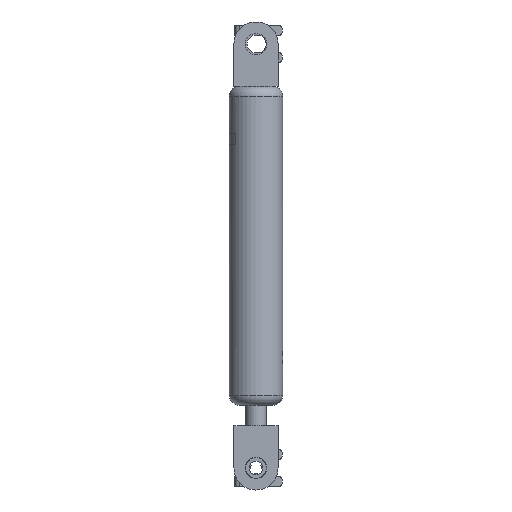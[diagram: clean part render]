
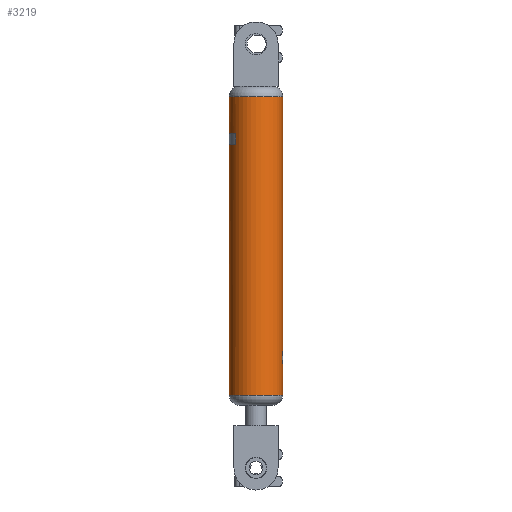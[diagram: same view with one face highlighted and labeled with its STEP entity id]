
A CAD part, left-side view. The second image highlights one B-rep face of the part: STEP entity #3219.
In plain terms, the highlighted cylindrical face has radius 7.9 mm (diameter 15.8 mm), a partial arc.
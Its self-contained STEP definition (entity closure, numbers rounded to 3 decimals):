
#53 = DIRECTION ( 'NONE',  ( 0., 0., 1. ) ) ;
#100 = CARTESIAN_POINT ( 'NONE',  ( -0.033, -34., 7.9 ) ) ;
#115 = CARTESIAN_POINT ( 'NONE',  ( 0., 27., -7.9 ) ) ;
#121 = VECTOR ( 'NONE', #3636, 1000. ) ;
#155 = CARTESIAN_POINT ( 'NONE',  ( -0.326, -34.026, 7.894 ) ) ;
#168 = ORIENTED_EDGE ( 'NONE', *, *, #2556, .F. ) ;
#181 = ORIENTED_EDGE ( 'NONE', *, *, #1565, .F. ) ;
#208 = CARTESIAN_POINT ( 'NONE',  ( -0.519, -34.065, 7.884 ) ) ;
#221 = CIRCLE ( 'NONE', #2958, 7.9 ) ;
#284 = CARTESIAN_POINT ( 'NONE',  ( -1.966, -36.261, 7.652 ) ) ;
#309 = CARTESIAN_POINT ( 'NONE',  ( 0., -47., -7.9 ) ) ;
#313 = EDGE_CURVE ( 'NONE', #3287, #3790, #3249, .T. ) ;
#326 = CARTESIAN_POINT ( 'NONE',  ( 0., 41., -7.9 ) ) ;
#404 = DIRECTION ( 'NONE',  ( 0., 1., 0. ) ) ;
#497 = DIRECTION ( 'NONE',  ( 0., 1., 0. ) ) ;
#509 = CARTESIAN_POINT ( 'NONE',  ( -1.732, -34.99, 7.708 ) ) ;
#537 = CARTESIAN_POINT ( 'NONE',  ( -1.929, -35.48, 7.661 ) ) ;
#603 = EDGE_CURVE ( 'NONE', #3287, #608, #1967, .T. ) ;
#606 = CARTESIAN_POINT ( 'NONE',  ( -0.015, -34., 7.9 ) ) ;
#608 = VERTEX_POINT ( 'NONE', #326 ) ;
#774 = AXIS2_PLACEMENT_3D ( 'NONE', #2853, #3642, #3725 ) ;
#833 = CYLINDRICAL_SURFACE ( 'NONE', #3609, 7.9 ) ;
#849 = DIRECTION ( 'NONE',  ( 0., 1., 0. ) ) ;
#867 = EDGE_CURVE ( 'NONE', #3594, #2679, #1390, .T. ) ;
#1012 = ORIENTED_EDGE ( 'NONE', *, *, #4271, .F. ) ;
#1014 = CARTESIAN_POINT ( 'NONE',  ( -0.114, -34.003, 7.899 ) ) ;
#1038 = CARTESIAN_POINT ( 'NONE',  ( -1.224, -37.6, 7.807 ) ) ;
#1076 = ORIENTED_EDGE ( 'NONE', *, *, #4729, .T. ) ;
#1079 = CARTESIAN_POINT ( 'NONE',  ( 0., 30., -7.9 ) ) ;
#1147 = ORIENTED_EDGE ( 'NONE', *, *, #867, .T. ) ;
#1268 = CARTESIAN_POINT ( 'NONE',  ( 0., 63.002, 0. ) ) ;
#1346 = LINE ( 'NONE', #4543, #2448 ) ;
#1349 = EDGE_CURVE ( 'NONE', #3956, #3677, #4723, .T. ) ;
#1354 = DIRECTION ( 'NONE',  ( 0., 1., 0. ) ) ;
#1390 = CIRCLE ( 'NONE', #3335, 7.9 ) ;
#1394 = DIRECTION ( 'NONE',  ( 0., -1., 0. ) ) ;
#1432 = ORIENTED_EDGE ( 'NONE', *, *, #4570, .T. ) ;
#1490 = EDGE_LOOP ( 'NONE', ( #181, #1147, #1654, #168, #1432, #1012, #3960, #1862, #1076, #3148 ) ) ;
#1565 = EDGE_CURVE ( 'NONE', #3594, #3956, #4555, .T. ) ;
#1623 = DIRECTION ( 'NONE',  ( 0., 1., 0. ) ) ;
#1654 = ORIENTED_EDGE ( 'NONE', *, *, #2978, .T. ) ;
#1693 = B_SPLINE_CURVE_WITH_KNOTS ( 'NONE', 3,
 ( #4277, #606, #100, #4706, #1014, #3871, #155, #208, #5106, #1856, #3467, #3075, #509, #537, #5180, #4757, #284, #2681, #3999, #1978, #2733, #1038, #5155, #5201, #4780, #1876 ),
 .UNSPECIFIED., .F., .F.,
 ( 4, 2, 1, 1, 2, 2, 2, 2, 2, 2, 2, 2, 2, 4 ),
 ( 0.25, 0.254, 0.258, 0.266, 0.281, 0.312, 0.375, 0.437, 0.5, 0.531, 0.562, 0.625, 0.687, 0.75 ),
 .UNSPECIFIED. ) ;
#1856 = CARTESIAN_POINT ( 'NONE',  ( -1.005, -34.253, 7.839 ) ) ;
#1862 = ORIENTED_EDGE ( 'NONE', *, *, #313, .T. ) ;
#1876 = CARTESIAN_POINT ( 'NONE',  ( 0., -38., 7.9 ) ) ;
#1920 = CARTESIAN_POINT ( 'NONE',  ( -5.121, 27., -6.016 ) ) ;
#1967 = LINE ( 'NONE', #3070, #3088 ) ;
#1978 = CARTESIAN_POINT ( 'NONE',  ( -1.734, -37.007, 7.708 ) ) ;
#2153 = CARTESIAN_POINT ( 'NONE',  ( 0., 63.002, -7.9 ) ) ;
#2413 = AXIS2_PLACEMENT_3D ( 'NONE', #3637, #4398, #4774 ) ;
#2448 = VECTOR ( 'NONE', #1394, 1000. ) ;
#2493 = FACE_OUTER_BOUND ( 'NONE', #1490, .T. ) ;
#2556 = EDGE_CURVE ( 'NONE', #5047, #4485, #1693, .T. ) ;
#2577 = DIRECTION ( 'NONE',  ( 0., 1., 0. ) ) ;
#2630 = VECTOR ( 'NONE', #404, 1000. ) ;
#2679 = VERTEX_POINT ( 'NONE', #3200 ) ;
#2681 = CARTESIAN_POINT ( 'NONE',  ( -1.916, -36.519, 7.664 ) ) ;
#2733 = CARTESIAN_POINT ( 'NONE',  ( -1.589, -37.228, 7.741 ) ) ;
#2853 = CARTESIAN_POINT ( 'NONE',  ( 0., 30., 0. ) ) ;
#2927 = DIRECTION ( 'NONE',  ( 0., 0., 1. ) ) ;
#2958 = AXIS2_PLACEMENT_3D ( 'NONE', #5087, #2577, #4203 ) ;
#2978 = EDGE_CURVE ( 'NONE', #2679, #4485, #3218, .T. ) ;
#3070 = CARTESIAN_POINT ( 'NONE',  ( 0., 63.002, -7.9 ) ) ;
#3075 = CARTESIAN_POINT ( 'NONE',  ( -1.59, -34.772, 7.741 ) ) ;
#3088 = VECTOR ( 'NONE', #1623, 1000. ) ;
#3148 = ORIENTED_EDGE ( 'NONE', *, *, #1349, .F. ) ;
#3200 = CARTESIAN_POINT ( 'NONE',  ( 0., -47., 7.9 ) ) ;
#3218 = LINE ( 'NONE', #4066, #121 ) ;
#3219 = ADVANCED_FACE ( 'NONE', ( #2493 ), #833, .T. ) ;
#3249 = CIRCLE ( 'NONE', #774, 7.9 ) ;
#3287 = VERTEX_POINT ( 'NONE', #1079 ) ;
#3317 = CARTESIAN_POINT ( 'NONE',  ( -5.121, 30., -6.016 ) ) ;
#3335 = AXIS2_PLACEMENT_3D ( 'NONE', #4514, #849, #53 ) ;
#3428 = VECTOR ( 'NONE', #497, 1000. ) ;
#3467 = CARTESIAN_POINT ( 'NONE',  ( -1.224, -34.401, 7.807 ) ) ;
#3594 = VERTEX_POINT ( 'NONE', #309 ) ;
#3609 = AXIS2_PLACEMENT_3D ( 'NONE', #1268, #1354, #2927 ) ;
#3636 = DIRECTION ( 'NONE',  ( 0., 1., 0. ) ) ;
#3637 = CARTESIAN_POINT ( 'NONE',  ( 0., 27., 0. ) ) ;
#3642 = DIRECTION ( 'NONE',  ( 0., 1., 0. ) ) ;
#3677 = VERTEX_POINT ( 'NONE', #1920 ) ;
#3725 = DIRECTION ( 'NONE',  ( 0., 0., 1. ) ) ;
#3790 = VERTEX_POINT ( 'NONE', #3317 ) ;
#3871 = CARTESIAN_POINT ( 'NONE',  ( -0.228, -34.011, 7.897 ) ) ;
#3956 = VERTEX_POINT ( 'NONE', #115 ) ;
#3960 = ORIENTED_EDGE ( 'NONE', *, *, #603, .F. ) ;
#3999 = CARTESIAN_POINT ( 'NONE',  ( -1.88, -36.645, 7.673 ) ) ;
#4066 = CARTESIAN_POINT ( 'NONE',  ( 0., 63.002, 7.9 ) ) ;
#4203 = DIRECTION ( 'NONE',  ( 0., 0., 1. ) ) ;
#4271 = EDGE_CURVE ( 'NONE', #608, #4679, #221, .T. ) ;
#4277 = CARTESIAN_POINT ( 'NONE',  ( 0., -34., 7.9 ) ) ;
#4398 = DIRECTION ( 'NONE',  ( 0., 1., 0. ) ) ;
#4415 = LINE ( 'NONE', #4863, #2630 ) ;
#4438 = CARTESIAN_POINT ( 'NONE',  ( 0., 41., 7.9 ) ) ;
#4485 = VERTEX_POINT ( 'NONE', #4741 ) ;
#4514 = CARTESIAN_POINT ( 'NONE',  ( 0., -47., 0. ) ) ;
#4543 = CARTESIAN_POINT ( 'NONE',  ( -5.121, 63.002, -6.016 ) ) ;
#4555 = LINE ( 'NONE', #2153, #3428 ) ;
#4559 = CARTESIAN_POINT ( 'NONE',  ( 0., -34., 7.9 ) ) ;
#4570 = EDGE_CURVE ( 'NONE', #5047, #4679, #4415, .T. ) ;
#4679 = VERTEX_POINT ( 'NONE', #4438 ) ;
#4706 = CARTESIAN_POINT ( 'NONE',  ( -0.065, -34.001, 7.9 ) ) ;
#4723 = CIRCLE ( 'NONE', #2413, 7.9 ) ;
#4729 = EDGE_CURVE ( 'NONE', #3790, #3677, #1346, .T. ) ;
#4741 = CARTESIAN_POINT ( 'NONE',  ( 0., -38., 7.9 ) ) ;
#4757 = CARTESIAN_POINT ( 'NONE',  ( -1.978, -36.132, 7.648 ) ) ;
#4774 = DIRECTION ( 'NONE',  ( 0., 0., 1. ) ) ;
#4780 = CARTESIAN_POINT ( 'NONE',  ( -0.267, -38., 7.9 ) ) ;
#4863 = CARTESIAN_POINT ( 'NONE',  ( 0., 63.002, 7.9 ) ) ;
#5047 = VERTEX_POINT ( 'NONE', #4559 ) ;
#5087 = CARTESIAN_POINT ( 'NONE',  ( 0., 41., 0. ) ) ;
#5106 = CARTESIAN_POINT ( 'NONE',  ( -0.644, -34.102, 7.875 ) ) ;
#5155 = CARTESIAN_POINT ( 'NONE',  ( -1.009, -37.745, 7.839 ) ) ;
#5180 = CARTESIAN_POINT ( 'NONE',  ( -1.979, -35.736, 7.648 ) ) ;
#5201 = CARTESIAN_POINT ( 'NONE',  ( -0.519, -37.949, 7.887 ) ) ;
